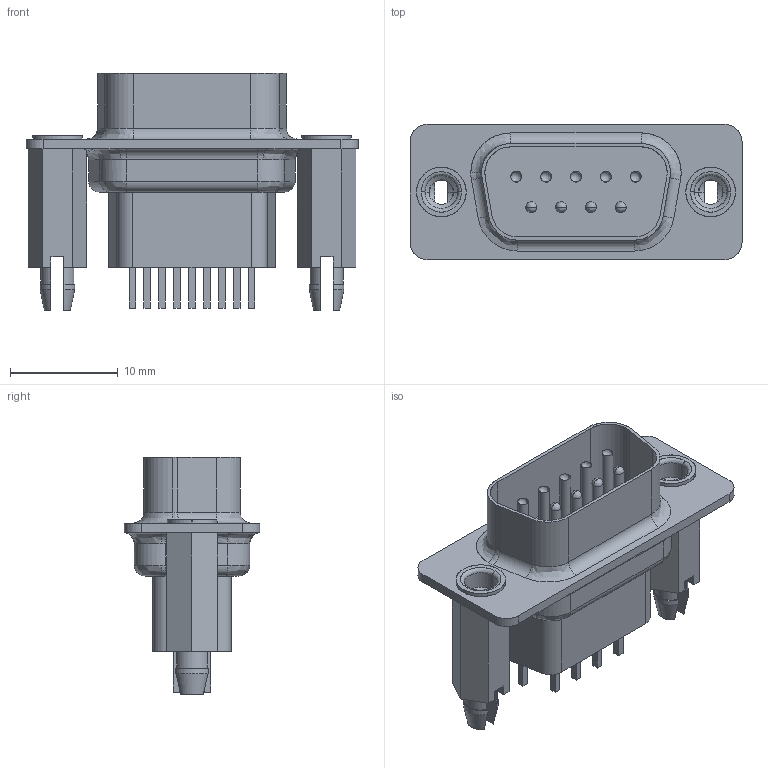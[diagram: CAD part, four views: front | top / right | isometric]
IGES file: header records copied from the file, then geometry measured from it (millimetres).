
Start section: SolidWorks IGES file using analytic representation for surfaces
Global section: file name: CKelleher'K88X-ED-9P-BR_rA2.IGS; native system: SolidWorks 2007; preprocessor: SolidWorks 2007; author: Ckelleher; date: 120131.132556; units: millimetre
Bounding box: 30.81 x 12.55 x 22 mm (x, y, z)
Surface area: 2746.4 mm2 (no closed solid volume)
Topology: 0 solids, 0 shells, 236 faces, 1974 edges, 1956 vertices
Faces by surface type: bspline 129, revolution 107
